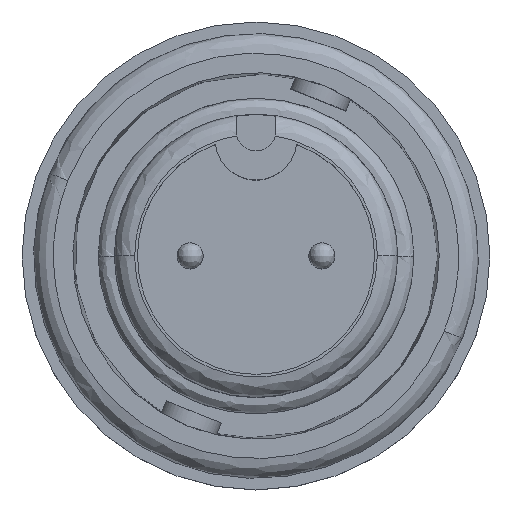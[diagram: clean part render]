
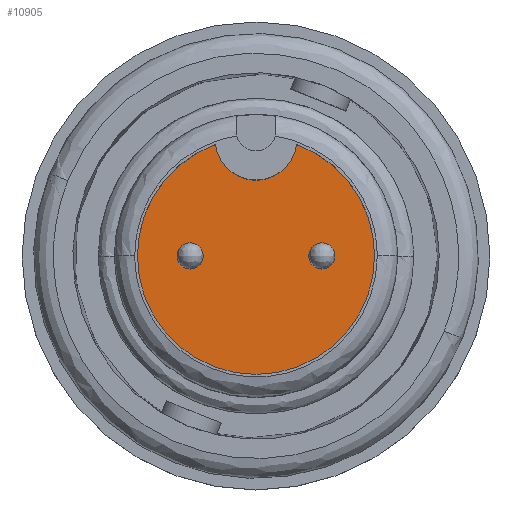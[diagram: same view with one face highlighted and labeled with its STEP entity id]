
A CAD part, top view. The second image highlights one B-rep face of the part: STEP entity #10905.
In plain terms, the highlighted planar face has unit normal (0, 0, 1).
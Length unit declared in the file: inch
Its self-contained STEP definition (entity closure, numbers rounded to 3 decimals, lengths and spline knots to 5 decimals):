
#457 = ORIENTED_EDGE ( 'NONE', *, *, #1528, .T. ) ;
#481 = DIRECTION ( 'NONE',  ( -1., 0., 0. ) ) ;
#766 = ORIENTED_EDGE ( 'NONE', *, *, #9880, .T. ) ;
#871 = DIRECTION ( 'NONE',  ( 1., 0., 0. ) ) ;
#1072 = VERTEX_POINT ( 'NONE', #6675 ) ;
#1158 = FACE_OUTER_BOUND ( 'NONE', #2178, .T. ) ;
#1315 = CARTESIAN_POINT ( 'NONE',  ( 0., 0., 0.077 ) ) ;
#1528 = EDGE_CURVE ( 'NONE', #10486, #7773, #4948, .T. ) ;
#1628 = AXIS2_PLACEMENT_3D ( 'NONE', #2057, #3402, #871 ) ;
#2057 = CARTESIAN_POINT ( 'NONE',  ( 0., 0.177, 0.077 ) ) ;
#2094 = ORIENTED_EDGE ( 'NONE', *, *, #9248, .T. ) ;
#2115 = CARTESIAN_POINT ( 'NONE',  ( -0.1, 0., 0.077 ) ) ;
#2177 = ORIENTED_EDGE ( 'NONE', *, *, #4655, .T. ) ;
#2178 = EDGE_LOOP ( 'NONE', ( #2486, #457, #766, #14355 ) ) ;
#2486 = ORIENTED_EDGE ( 'NONE', *, *, #10257, .T. ) ;
#2934 = CARTESIAN_POINT ( 'NONE',  ( 0.18, 0., 0.077 ) ) ;
#3062 = AXIS2_PLACEMENT_3D ( 'NONE', #13907, #15158, #8755 ) ;
#3402 = DIRECTION ( 'NONE',  ( 0., 0., 1. ) ) ;
#3582 = VERTEX_POINT ( 'NONE', #13853 ) ;
#3777 = PLANE ( 'NONE',  #8556 ) ;
#3846 = DIRECTION ( 'NONE',  ( 1., 0., 0. ) ) ;
#4079 = CARTESIAN_POINT ( 'NONE',  ( 0., 0., 0.077 ) ) ;
#4226 = DIRECTION ( 'NONE',  ( -1., 0., 0. ) ) ;
#4296 = EDGE_CURVE ( 'NONE', #11420, #1072, #8154, .T. ) ;
#4655 = EDGE_CURVE ( 'NONE', #1072, #11420, #9281, .T. ) ;
#4822 = FACE_BOUND ( 'NONE', #11319, .T. ) ;
#4948 = CIRCLE ( 'NONE', #15249, 0.18 ) ;
#4984 = AXIS2_PLACEMENT_3D ( 'NONE', #5490, #14033, #481 ) ;
#5026 = CIRCLE ( 'NONE', #11069, 0.18 ) ;
#5055 = VERTEX_POINT ( 'NONE', #8085 ) ;
#5384 = CIRCLE ( 'NONE', #1628, 0.062 ) ;
#5490 = CARTESIAN_POINT ( 'NONE',  ( 0.1, 0., 0.077 ) ) ;
#5581 = CARTESIAN_POINT ( 'NONE',  ( -0.1, 0., 0.077 ) ) ;
#6675 = CARTESIAN_POINT ( 'NONE',  ( -0.11974, 0., 0.077 ) ) ;
#6716 = DIRECTION ( 'NONE',  ( 0., 0., 1. ) ) ;
#6767 = DIRECTION ( 'NONE',  ( 0., 0., -1. ) ) ;
#7605 = VERTEX_POINT ( 'NONE', #8506 ) ;
#7608 = AXIS2_PLACEMENT_3D ( 'NONE', #2115, #15621, #8084 ) ;
#7773 = VERTEX_POINT ( 'NONE', #2934 ) ;
#8019 = DIRECTION ( 'NONE',  ( -1., 0., 0. ) ) ;
#8084 = DIRECTION ( 'NONE',  ( -1., 0., 0. ) ) ;
#8085 = CARTESIAN_POINT ( 'NONE',  ( 0.08026, 0., 0.077 ) ) ;
#8154 = CIRCLE ( 'NONE', #7608, 0.01974 ) ;
#8398 = VERTEX_POINT ( 'NONE', #9365 ) ;
#8426 = AXIS2_PLACEMENT_3D ( 'NONE', #12907, #6767, #8019 ) ;
#8506 = CARTESIAN_POINT ( 'NONE',  ( 0.11974, 0., 0.077 ) ) ;
#8511 = EDGE_LOOP ( 'NONE', ( #2177, #15353 ) ) ;
#8556 = AXIS2_PLACEMENT_3D ( 'NONE', #13560, #13608, #12389 ) ;
#8755 = DIRECTION ( 'NONE',  ( 1., 0., 0. ) ) ;
#8847 = FACE_BOUND ( 'NONE', #8511, .T. ) ;
#9096 = CARTESIAN_POINT ( 'NONE',  ( -0.18, 0., 0.077 ) ) ;
#9248 = EDGE_CURVE ( 'NONE', #7605, #5055, #10711, .T. ) ;
#9281 = CIRCLE ( 'NONE', #14946, 0.01974 ) ;
#9365 = CARTESIAN_POINT ( 'NONE',  ( -0.0615, 0.16917, 0.077 ) ) ;
#9880 = EDGE_CURVE ( 'NONE', #7773, #3582, #12348, .T. ) ;
#10257 = EDGE_CURVE ( 'NONE', #8398, #10486, #5026, .T. ) ;
#10486 = VERTEX_POINT ( 'NONE', #9096 ) ;
#10619 = EDGE_CURVE ( 'NONE', #8398, #3582, #5384, .T. ) ;
#10701 = CIRCLE ( 'NONE', #4984, 0.01974 ) ;
#10704 = ORIENTED_EDGE ( 'NONE', *, *, #12451, .T. ) ;
#10711 = CIRCLE ( 'NONE', #8426, 0.01974 ) ;
#10905 = ADVANCED_FACE ( 'NONE', ( #4822, #1158, #8847 ), #3777, .T. ) ;
#11069 = AXIS2_PLACEMENT_3D ( 'NONE', #1315, #11167, #3846 ) ;
#11167 = DIRECTION ( 'NONE',  ( 0., 0., 1. ) ) ;
#11319 = EDGE_LOOP ( 'NONE', ( #10704, #2094 ) ) ;
#11420 = VERTEX_POINT ( 'NONE', #11551 ) ;
#11551 = CARTESIAN_POINT ( 'NONE',  ( -0.08026, 0., 0.077 ) ) ;
#11586 = DIRECTION ( 'NONE',  ( 0., 0., -1. ) ) ;
#12348 = CIRCLE ( 'NONE', #3062, 0.18 ) ;
#12389 = DIRECTION ( 'NONE',  ( 1., 0., 0. ) ) ;
#12451 = EDGE_CURVE ( 'NONE', #5055, #7605, #10701, .T. ) ;
#12693 = DIRECTION ( 'NONE',  ( 1., 0., 0. ) ) ;
#12907 = CARTESIAN_POINT ( 'NONE',  ( 0.1, 0., 0.077 ) ) ;
#13560 = CARTESIAN_POINT ( 'NONE',  ( 0., 0.0885, 0.077 ) ) ;
#13608 = DIRECTION ( 'NONE',  ( 0., 0., 1. ) ) ;
#13853 = CARTESIAN_POINT ( 'NONE',  ( 0.0615, 0.16917, 0.077 ) ) ;
#13907 = CARTESIAN_POINT ( 'NONE',  ( 0., 0., 0.077 ) ) ;
#14033 = DIRECTION ( 'NONE',  ( 0., 0., -1. ) ) ;
#14355 = ORIENTED_EDGE ( 'NONE', *, *, #10619, .F. ) ;
#14946 = AXIS2_PLACEMENT_3D ( 'NONE', #5581, #11586, #4226 ) ;
#15158 = DIRECTION ( 'NONE',  ( 0., 0., 1. ) ) ;
#15249 = AXIS2_PLACEMENT_3D ( 'NONE', #4079, #6716, #12693 ) ;
#15353 = ORIENTED_EDGE ( 'NONE', *, *, #4296, .T. ) ;
#15621 = DIRECTION ( 'NONE',  ( 0., 0., -1. ) ) ;
